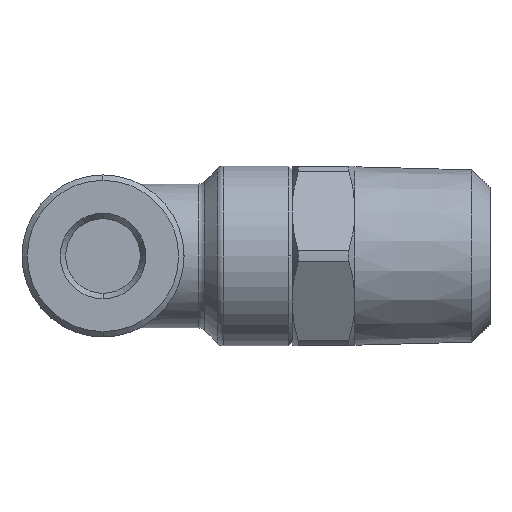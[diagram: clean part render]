
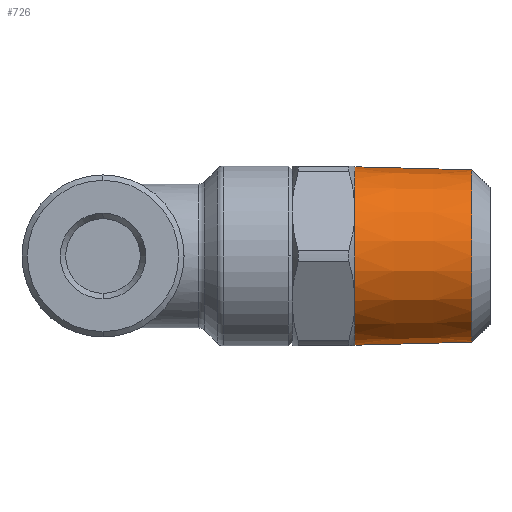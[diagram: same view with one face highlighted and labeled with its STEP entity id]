
A CAD part, left-side view. The second image highlights one B-rep face of the part: STEP entity #726.
In plain terms, the highlighted conical face has half-angle 1.47 degrees and reference radius 4.954 mm.
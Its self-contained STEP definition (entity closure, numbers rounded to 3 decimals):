
#354 = VERTEX_POINT ( 'NONE', #1765 ) ;
#380 = VERTEX_POINT ( 'NONE', #1772 ) ;
#387 = VERTEX_POINT ( 'NONE', #1813 ) ;
#404 = VERTEX_POINT ( 'NONE', #1868 ) ;
#436 = EDGE_CURVE ( 'NONE', #387, #404, #1957, .T. ) ;
#442 = EDGE_CURVE ( 'NONE', #354, #380, #1938, .T. ) ;
#608 = EDGE_CURVE ( 'NONE', #387, #354, #2609, .T. ) ;
#636 = ORIENTED_EDGE ( 'NONE', *, *, #668, .T. ) ;
#644 = EDGE_LOOP ( 'NONE', ( #685, #670, #676, #636 ) ) ;
#668 = EDGE_CURVE ( 'NONE', #404, #380, #2698, .T. ) ;
#670 = ORIENTED_EDGE ( 'NONE', *, *, #608, .F. ) ;
#676 = ORIENTED_EDGE ( 'NONE', *, *, #436, .T. ) ;
#685 = ORIENTED_EDGE ( 'NONE', *, *, #442, .F. ) ;
#726 = ADVANCED_FACE ( 'NONE', ( #2539 ), #2545, .T. ) ;
#1765 = CARTESIAN_POINT ( 'NONE',  ( 0., -20.5, -4.787 ) ) ;
#1772 = CARTESIAN_POINT ( 'NONE',  ( 0., -14., -4.954 ) ) ;
#1813 = CARTESIAN_POINT ( 'NONE',  ( 0., -20.5, 4.787 ) ) ;
#1868 = CARTESIAN_POINT ( 'NONE',  ( 0., -14., 4.954 ) ) ;
#1935 = DIRECTION ( 'NONE',  ( 0., 1., -0.026 ) ) ;
#1936 = VECTOR ( 'NONE', #1935, 1000. ) ;
#1937 = CARTESIAN_POINT ( 'NONE',  ( 0., -14., -4.954 ) ) ;
#1938 = LINE ( 'NONE', #1937, #1936 ) ;
#1954 = DIRECTION ( 'NONE',  ( 0., 1., 0.026 ) ) ;
#1955 = VECTOR ( 'NONE', #1954, 1000. ) ;
#1956 = CARTESIAN_POINT ( 'NONE',  ( 0., -14., 4.954 ) ) ;
#1957 = LINE ( 'NONE', #1956, #1955 ) ;
#2537 = DIRECTION ( 'NONE',  ( 0., 1., 0. ) ) ;
#2538 = CARTESIAN_POINT ( 'NONE',  ( 0., -14., 0. ) ) ;
#2539 = FACE_OUTER_BOUND ( 'NONE', #644, .T. ) ;
#2545 = CONICAL_SURFACE ( 'NONE', #2575, 4.954, 0.026 ) ;
#2574 = DIRECTION ( 'NONE',  ( 0., 0., 1. ) ) ;
#2575 = AXIS2_PLACEMENT_3D ( 'NONE', #2538, #2537, #2574 ) ;
#2586 = AXIS2_PLACEMENT_3D ( 'NONE', #2608, #2607, #2606 ) ;
#2606 = DIRECTION ( 'NONE',  ( 0., 0., -1. ) ) ;
#2607 = DIRECTION ( 'NONE',  ( 0., -1., 0. ) ) ;
#2608 = CARTESIAN_POINT ( 'NONE',  ( 0., -20.5, 0. ) ) ;
#2609 = CIRCLE ( 'NONE', #2586, 4.787 ) ;
#2626 = DIRECTION ( 'NONE',  ( 0., 0., -1. ) ) ;
#2627 = DIRECTION ( 'NONE',  ( 0., -1., 0. ) ) ;
#2628 = CARTESIAN_POINT ( 'NONE',  ( 0., -14., 0. ) ) ;
#2629 = AXIS2_PLACEMENT_3D ( 'NONE', #2628, #2627, #2626 ) ;
#2698 = CIRCLE ( 'NONE', #2629, 4.954 ) ;
